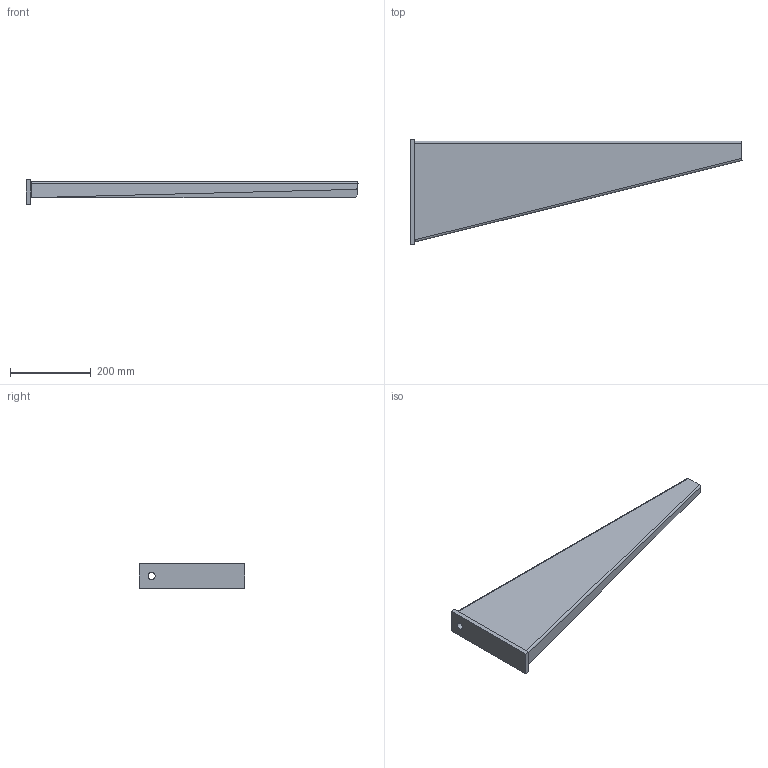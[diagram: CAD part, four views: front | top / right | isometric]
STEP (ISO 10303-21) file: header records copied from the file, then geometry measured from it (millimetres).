
FILE_DESCRIPTION((''),'2;1');
FILE_NAME('6417884_ORG_ASM','2012-06-19T',('AndreasKeweloh'),(''),'PRO/ENGINEER BY PARAMETRIC TECHNOLOGY CORPORATION, 2012060','PRO/ENGINEER BY PARAMETRIC TECHNOLOGY CORPORATION, 2012060','');
FILE_SCHEMA(('CONFIG_CONTROL_DESIGN'));
Length unit declared in the file: millimetre
Products named in the file (4): PRT0009; PRT0010; ASM0005_ASM; 6417884_ORG_ASM
Assembly tree (3 placements, depth 3):
  6417884_ORG_ASM
    ASM0005_ASM
      PRT0009
      PRT0010
Bounding box: 822 x 260 x 60 mm (x, y, z)
Volume: 778399.4 mm3; surface area: 385725.6 mm2
Topology: 2 solids, 2 shells, 29 faces, 67 edges, 42 vertices
Faces by surface type: plane 22, cylinder 6, bspline 1
Entity records: 1102 total; most frequent: CARTESIAN_POINT 329, DIRECTION 148, ORIENTED_EDGE 134, EDGE_CURVE 67, VECTOR 54, LINE 54, AXIS2_PLACEMENT_3D 47, VERTEX_POINT 42
